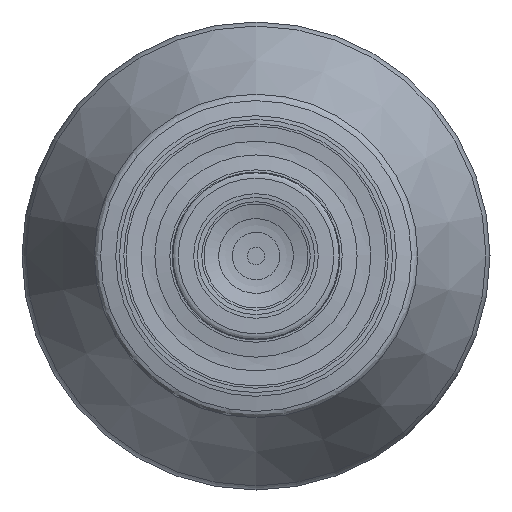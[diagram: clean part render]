
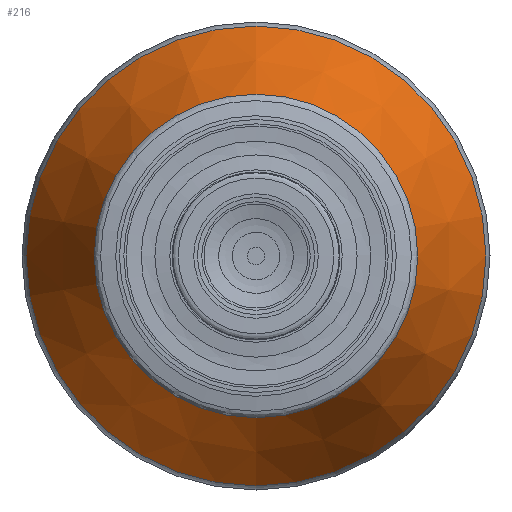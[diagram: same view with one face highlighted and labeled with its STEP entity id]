
A CAD part, left-side view. The second image highlights one B-rep face of the part: STEP entity #216.
In plain terms, the highlighted conical face has half-angle 25.602 degrees and reference radius 16.705 mm.
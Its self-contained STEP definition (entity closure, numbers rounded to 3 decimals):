
#194=CONICAL_SURFACE('',#852,16.705,25.602);
#216=ADVANCED_FACE('',(#300,#301),#194,.T.);
#300=FACE_BOUND('',#419,.T.);
#301=FACE_BOUND('',#420,.T.);
#419=EDGE_LOOP('',(#541));
#420=EDGE_LOOP('',(#542));
#541=ORIENTED_EDGE('',*,*,#710,.T.);
#542=ORIENTED_EDGE('',*,*,#709,.F.);
#648=VERTEX_POINT('',#1189);
#649=VERTEX_POINT('',#1192);
#709=EDGE_CURVE('',#648,#648,#770,.T.);
#710=EDGE_CURVE('',#649,#649,#771,.T.);
#770=CIRCLE('',#849,16.705);
#771=CIRCLE('',#851,11.741);
#849=AXIS2_PLACEMENT_3D('',#1188,#966,#967);
#851=AXIS2_PLACEMENT_3D('',#1191,#970,#971);
#852=AXIS2_PLACEMENT_3D('',#1193,#972,#973);
#966=DIRECTION('',(1.,0.,0.));
#967=DIRECTION('',(0.,0.,1.));
#970=DIRECTION('',(1.,0.,0.));
#971=DIRECTION('',(0.,0.,1.));
#972=DIRECTION('',(1.,0.,0.));
#973=DIRECTION('',(0.,0.,-1.));
#1188=CARTESIAN_POINT('',(85.385,0.,0.));
#1189=CARTESIAN_POINT('',(85.385,0.,16.705));
#1191=CARTESIAN_POINT('',(75.025,0.,0.));
#1192=CARTESIAN_POINT('',(75.025,0.,11.741));
#1193=CARTESIAN_POINT('',(85.385,0.,0.));
